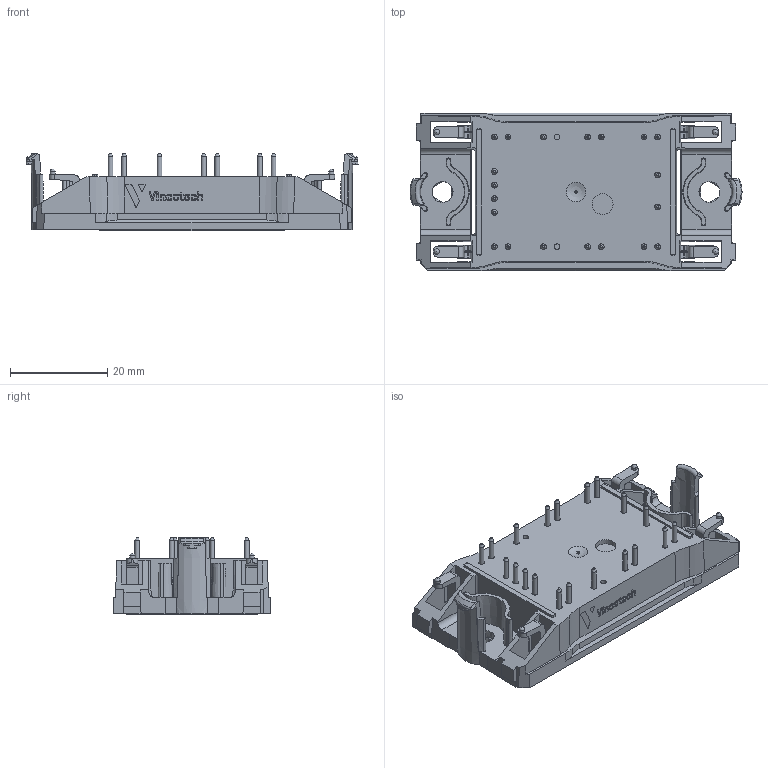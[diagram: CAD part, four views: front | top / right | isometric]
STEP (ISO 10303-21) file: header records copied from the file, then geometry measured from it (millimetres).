
FILE_DESCRIPTION(/* description */ ('Unknown'),/* implementation_level */ '2;1');
FILE_NAME(/* name */ 'Flow0-2C12W-M260(200)-01-OL',/* time_stamp */ '2019-07-26T10:08:21+02:00',/* author */ ('Unknown'),/* organization */ ('Unknown'),/* preprocessor_version */ 'ST-DEVELOPER v16.7',/* originating_system */ 'DEX',/* authorisation */ $);
FILE_SCHEMA (('AUTOMOTIVE_DESIGN {1 0 10303 214 3 1 1}'));
Length unit declared in the file: millimetre
Products named in the file (1): Flow0-2C12W-M260-OL
Bounding box: 68.4 x 32.5 x 15.92 mm (x, y, z)
Volume: 16650 mm3; surface area: 9322.1 mm2
Topology: 12 solids, 12 shells, 715 faces, 1875 edges, 1227 vertices
Faces by surface type: plane 421, cylinder 148, bspline 81, cone 56, sphere 5, torus 4
Full cylindrical faces by diameter (mm): 0.5 x1, 1 x20, 1.1 x4, 1.2 x22, 4.3 x1
Entity records: 26536 total; most frequent: CARTESIAN_POINT 5721, ORIENTED_EDGE 3530, DIRECTION 3282, EDGE_CURVE 1765, VERTEX_POINT 1197, LINE 1130, VECTOR 1130, AXIS2_PLACEMENT_3D 1076
